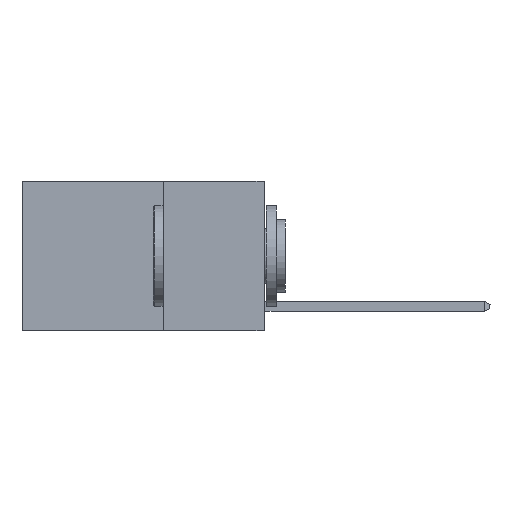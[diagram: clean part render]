
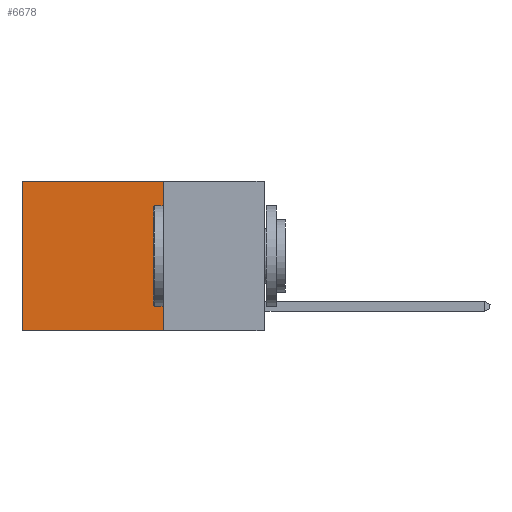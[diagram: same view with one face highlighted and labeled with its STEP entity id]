
A CAD part, left-side view. The second image highlights one B-rep face of the part: STEP entity #6678.
In plain terms, the highlighted planar face has unit normal (-1, 0, 0).
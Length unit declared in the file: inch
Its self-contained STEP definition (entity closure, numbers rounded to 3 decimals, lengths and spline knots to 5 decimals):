
#57 = EDGE_CURVE ( 'NONE', #999, #3342, #6500, .T. ) ;
#520 = DIRECTION ( 'NONE',  ( 0., 0., -1. ) ) ;
#653 = CARTESIAN_POINT ( 'NONE',  ( 0.2625, 0.6, 0. ) ) ;
#999 = VERTEX_POINT ( 'NONE', #15381 ) ;
#2628 = EDGE_CURVE ( 'NONE', #4507, #6038, #16109, .T. ) ;
#3176 = DIRECTION ( 'NONE',  ( 0., 0., -1. ) ) ;
#3220 = CARTESIAN_POINT ( 'NONE',  ( 0.2625, 0.25, 0. ) ) ;
#3342 = VERTEX_POINT ( 'NONE', #11588 ) ;
#3934 = CARTESIAN_POINT ( 'NONE',  ( 0.2625, 0.6, -0.37 ) ) ;
#4507 = VERTEX_POINT ( 'NONE', #12727 ) ;
#4865 = FACE_OUTER_BOUND ( 'NONE', #7050, .T. ) ;
#4992 = AXIS2_PLACEMENT_3D ( 'NONE', #13235, #6582, #15920 ) ;
#5311 = DIRECTION ( 'NONE',  ( 0., 1., 0. ) ) ;
#5452 = VECTOR ( 'NONE', #520, 39.37008 ) ;
#5676 = ORIENTED_EDGE ( 'NONE', *, *, #12640, .T. ) ;
#5683 = DIRECTION ( 'NONE',  ( 0., 1., 0. ) ) ;
#6026 = LINE ( 'NONE', #13476, #15823 ) ;
#6038 = VERTEX_POINT ( 'NONE', #3934 ) ;
#6500 = LINE ( 'NONE', #3220, #16309 ) ;
#6582 = DIRECTION ( 'NONE',  ( 1., 0., 0. ) ) ;
#6678 = ADVANCED_FACE ( 'NONE', ( #4865 ), #9165, .F. ) ;
#7050 = EDGE_LOOP ( 'NONE', ( #8738, #12322, #15897, #5676 ) ) ;
#8738 = ORIENTED_EDGE ( 'NONE', *, *, #2628, .T. ) ;
#9101 = EDGE_CURVE ( 'NONE', #3342, #6038, #6026, .T. ) ;
#9165 = PLANE ( 'NONE',  #4992 ) ;
#10887 = CARTESIAN_POINT ( 'NONE',  ( 0.2625, 0.25, 0. ) ) ;
#11588 = CARTESIAN_POINT ( 'NONE',  ( 0.2625, 0.25, -0.37 ) ) ;
#12145 = LINE ( 'NONE', #10887, #15248 ) ;
#12322 = ORIENTED_EDGE ( 'NONE', *, *, #9101, .F. ) ;
#12640 = EDGE_CURVE ( 'NONE', #999, #4507, #12145, .T. ) ;
#12727 = CARTESIAN_POINT ( 'NONE',  ( 0.2625, 0.6, 0. ) ) ;
#13235 = CARTESIAN_POINT ( 'NONE',  ( 0.2625, 0.25, 0. ) ) ;
#13476 = CARTESIAN_POINT ( 'NONE',  ( 0.2625, 0.25, -0.37 ) ) ;
#15248 = VECTOR ( 'NONE', #5683, 39.37008 ) ;
#15381 = CARTESIAN_POINT ( 'NONE',  ( 0.2625, 0.25, 0. ) ) ;
#15823 = VECTOR ( 'NONE', #5311, 39.37008 ) ;
#15897 = ORIENTED_EDGE ( 'NONE', *, *, #57, .F. ) ;
#15920 = DIRECTION ( 'NONE',  ( 0., 0., -1. ) ) ;
#16109 = LINE ( 'NONE', #653, #5452 ) ;
#16309 = VECTOR ( 'NONE', #3176, 39.37008 ) ;
